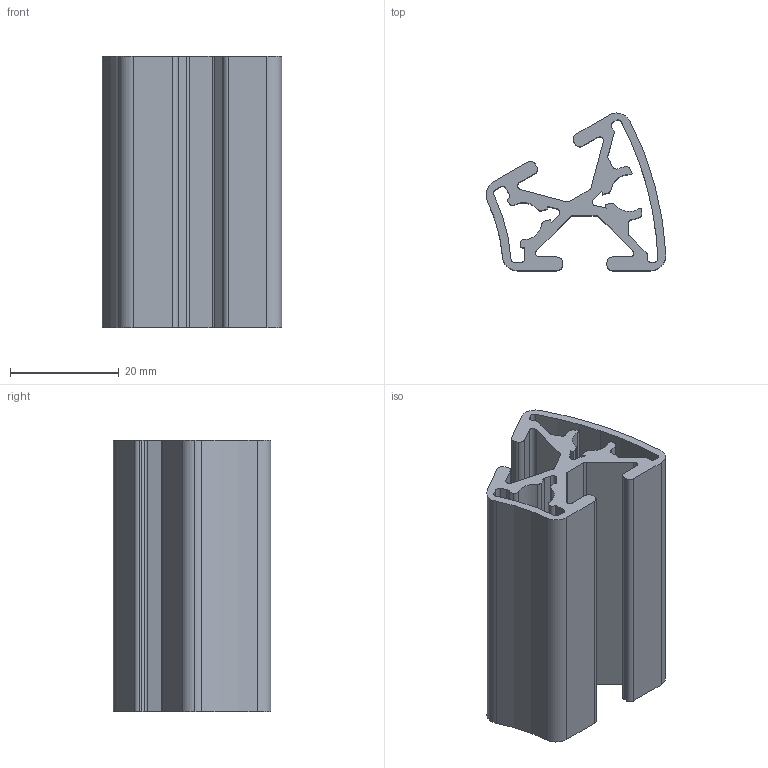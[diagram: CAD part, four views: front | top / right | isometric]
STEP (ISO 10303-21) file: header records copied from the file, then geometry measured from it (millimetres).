
FILE_DESCRIPTION (( 'STEP AP214' ), '1' );
FILE_NAME ('BASE08H0026-Profilé 8 R30_60-30°.STEP', '2023-03-16T14:06:14', ( '' ), ( '' ), 'SwSTEP 2.0', 'SolidWorks 2021', '' );
FILE_SCHEMA (( 'AUTOMOTIVE_DESIGN' ));
Length unit declared in the file: millimetre
Products named in the file (1): BASE08H0026-Profilé 8 R30_60-30°
Bounding box: 33.04 x 28.96 x 50 mm (x, y, z)
Volume: 14482.6 mm3; surface area: 14922.9 mm2
Topology: 1 solids, 1 shells, 119 faces, 351 edges, 234 vertices
Faces by surface type: cylinder 67, plane 52
Entity records: 4061 total; most frequent: DIRECTION 725, CARTESIAN_POINT 705, ORIENTED_EDGE 702, EDGE_CURVE 351, AXIS2_PLACEMENT_3D 254, VERTEX_POINT 234, VECTOR 217, LINE 217
